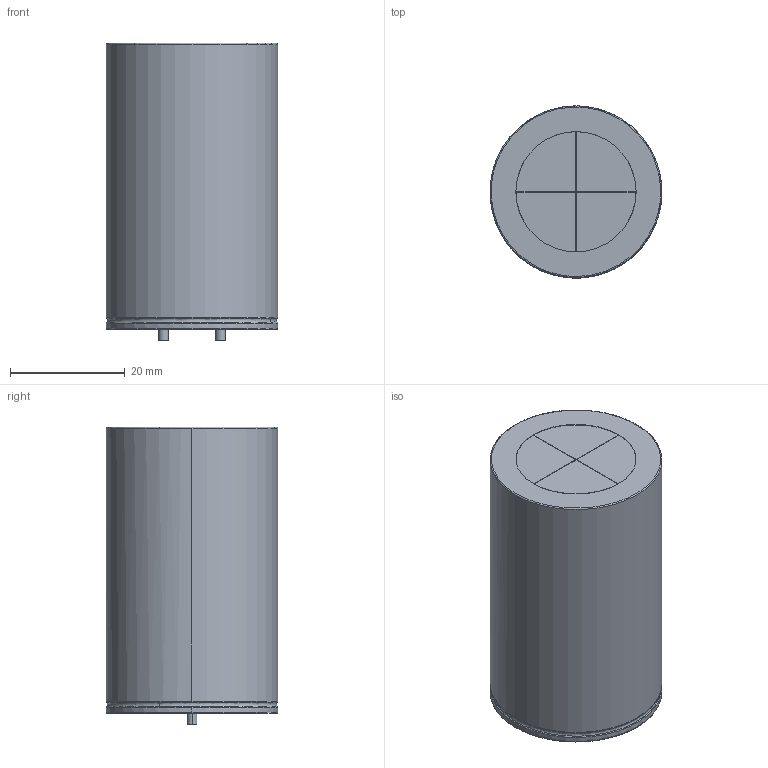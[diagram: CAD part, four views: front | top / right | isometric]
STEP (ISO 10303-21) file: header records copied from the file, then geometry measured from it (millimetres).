
FILE_DESCRIPTION (( 'STEP AP214' ), '1' );
FILE_NAME ('CP_Radial_D30.0mm_H50.0mm_P10.00mm_SnapIn11.STEP', '2020-06-08T02:34:23', ( '' ), ( '' ), 'SwSTEP 2.0', 'SolidWorks 2017', '' );
FILE_SCHEMA (( 'AUTOMOTIVE_DESIGN' ));
Length unit declared in the file: millimetre
Products named in the file (1): CP_Radial_D30.0mm_H50.0mm_P10.00mm_SnapIn11
Bounding box: 30 x 29.99 x 52 mm (x, y, z)
Volume: 35198.4 mm3; surface area: 6869.4 mm2
Topology: 1 solids, 2 shells, 44 faces, 110 edges, 74 vertices
Faces by surface type: plane 20, cylinder 14, bspline 10
Entity records: 2254 total; most frequent: CARTESIAN_POINT 926, ORIENTED_EDGE 220, DIRECTION 212, EDGE_CURVE 110, AXIS2_PLACEMENT_3D 85, VERTEX_POINT 74, CIRCLE 50, EDGE_LOOP 48
